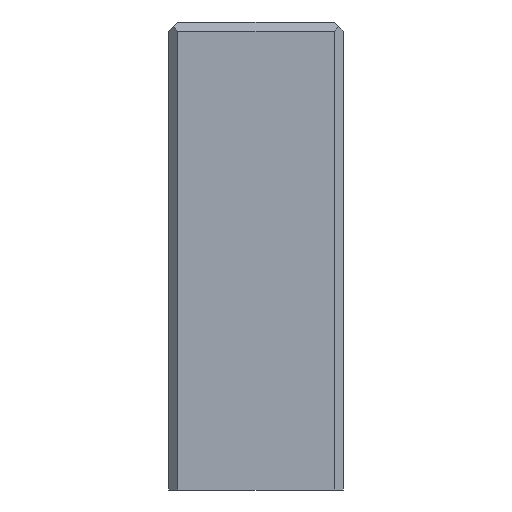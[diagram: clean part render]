
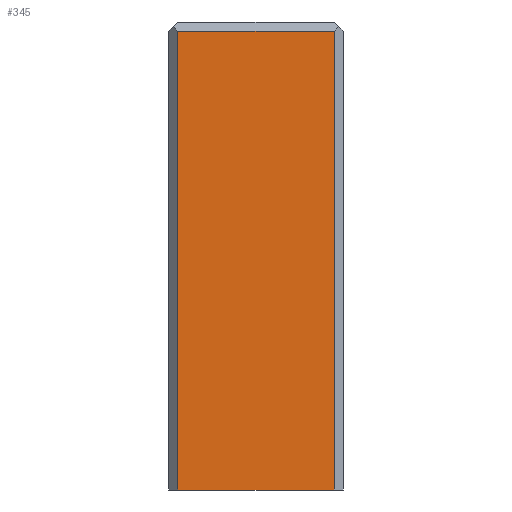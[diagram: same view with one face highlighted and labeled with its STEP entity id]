
A CAD part, front view. The second image highlights one B-rep face of the part: STEP entity #345.
In plain terms, the highlighted planar face has unit normal (0, -1, 0).
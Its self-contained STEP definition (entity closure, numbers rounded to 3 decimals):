
#318=AXIS2_PLACEMENT_3D('Plane Axis2P3D',#315,#316,#317) ;
#279=CARTESIAN_POINT('Vertex',(-61.738,17.939,0.)) ;
#298=CARTESIAN_POINT('Vertex',(-48.263,17.939,0.)) ;
#301=CARTESIAN_POINT('Line Origine',(-55.,17.939,0.)) ;
#315=CARTESIAN_POINT('Axis2P3D Location',(-47.463,17.939,0.)) ;
#320=CARTESIAN_POINT('Line Origine',(-61.738,17.939,19.8)) ;
#324=CARTESIAN_POINT('Vertex',(-61.738,17.939,39.6)) ;
#327=CARTESIAN_POINT('Line Origine',(-48.263,17.939,19.8)) ;
#331=CARTESIAN_POINT('Vertex',(-48.263,17.939,39.6)) ;
#334=CARTESIAN_POINT('Line Origine',(-55.,17.939,39.6)) ;
#302=DIRECTION('Vector Direction',(-1.,0.,0.)) ;
#316=DIRECTION('Axis2P3D Direction',(0.,1.,-0.)) ;
#317=DIRECTION('Axis2P3D XDirection',(-1.,0.,0.)) ;
#321=DIRECTION('Vector Direction',(0.,0.,1.)) ;
#328=DIRECTION('Vector Direction',(0.,0.,1.)) ;
#335=DIRECTION('Vector Direction',(-1.,0.,0.)) ;
#303=VECTOR('Line Direction',#302,1.) ;
#322=VECTOR('Line Direction',#321,1.) ;
#329=VECTOR('Line Direction',#328,1.) ;
#336=VECTOR('Line Direction',#335,1.) ;
#340=ORIENTED_EDGE('',*,*,#326,.F.) ;
#341=ORIENTED_EDGE('',*,*,#305,.T.) ;
#342=ORIENTED_EDGE('',*,*,#333,.T.) ;
#343=ORIENTED_EDGE('',*,*,#338,.F.) ;
#345=ADVANCED_FACE('Body.2',(#344),#319,.F.) ;
#305=EDGE_CURVE('',#280,#299,#304,.F.) ;
#326=EDGE_CURVE('',#280,#325,#323,.T.) ;
#333=EDGE_CURVE('',#299,#332,#330,.T.) ;
#338=EDGE_CURVE('',#325,#332,#337,.F.) ;
#339=EDGE_LOOP('',(#340,#341,#342,#343)) ;
#344=FACE_OUTER_BOUND('',#339,.T.) ;
#304=LINE('Line',#301,#303) ;
#323=LINE('Line',#320,#322) ;
#330=LINE('Line',#327,#329) ;
#337=LINE('Line',#334,#336) ;
#319=PLANE('',#318) ;
#280=VERTEX_POINT('',#279) ;
#299=VERTEX_POINT('',#298) ;
#325=VERTEX_POINT('',#324) ;
#332=VERTEX_POINT('',#331) ;
